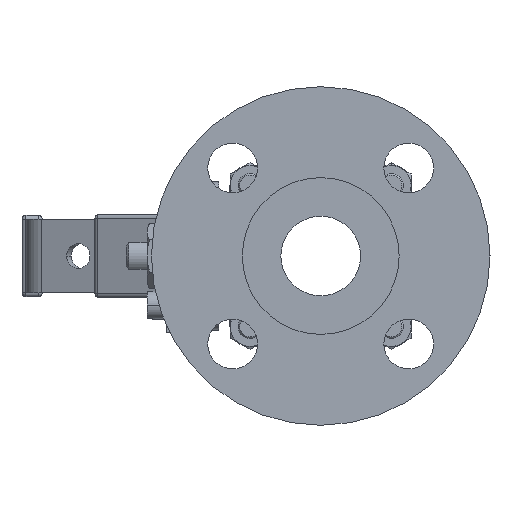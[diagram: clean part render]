
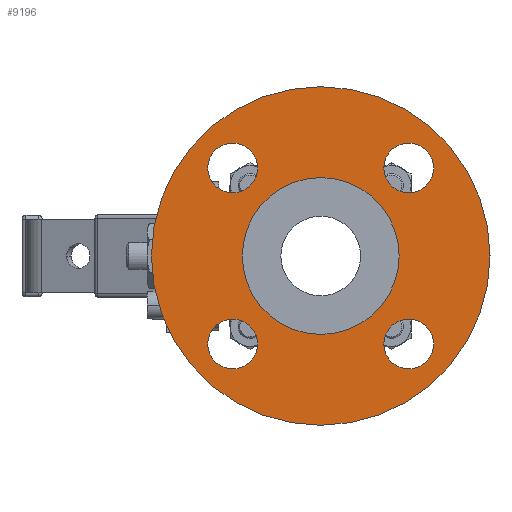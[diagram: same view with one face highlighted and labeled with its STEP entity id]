
A CAD part, left-side view. The second image highlights one B-rep face of the part: STEP entity #9196.
In plain terms, the highlighted planar face has unit normal (-1, 0, 0).
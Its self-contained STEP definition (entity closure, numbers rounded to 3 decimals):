
#248 = FACE_BOUND ( 'NONE', #9328, .T. ) ;
#418 = CARTESIAN_POINT ( 'NONE',  ( -70.652, 0., 0. ) ) ;
#625 = CARTESIAN_POINT ( 'NONE',  ( -70.652, 0., 0. ) ) ;
#837 = CIRCLE ( 'NONE', #10615, 7.938 ) ;
#1216 = VERTEX_POINT ( 'NONE', #2285 ) ;
#1262 = VERTEX_POINT ( 'NONE', #7663 ) ;
#1291 = AXIS2_PLACEMENT_3D ( 'NONE', #2847, #5846, #4833 ) ;
#1302 = CARTESIAN_POINT ( 'NONE',  ( -70.652, 53.975, 0. ) ) ;
#1439 = EDGE_CURVE ( 'NONE', #6287, #1262, #11192, .T. ) ;
#1474 = DIRECTION ( 'NONE',  ( 0., 0., -1. ) ) ;
#1638 = CIRCLE ( 'NONE', #9076, 25. ) ;
#1795 = CIRCLE ( 'NONE', #8597, 7.938 ) ;
#1868 = DIRECTION ( 'NONE',  ( -1., 0., 0. ) ) ;
#2161 = CIRCLE ( 'NONE', #8961, 7.938 ) ;
#2277 = DIRECTION ( 'NONE',  ( 1., 0., 0. ) ) ;
#2285 = CARTESIAN_POINT ( 'NONE',  ( -70.652, 0., 53.975 ) ) ;
#2298 = VERTEX_POINT ( 'NONE', #12558 ) ;
#2326 = EDGE_CURVE ( 'NONE', #7111, #1216, #11351, .T. ) ;
#2482 = DIRECTION ( 'NONE',  ( -1., 0., 0. ) ) ;
#2713 = DIRECTION ( 'NONE',  ( 0., 0., 1. ) ) ;
#2847 = CARTESIAN_POINT ( 'NONE',  ( -70.652, -28.072, 28.072 ) ) ;
#2916 = DIRECTION ( 'NONE',  ( 1., 0., 0. ) ) ;
#3076 = CARTESIAN_POINT ( 'NONE',  ( -70.652, 28.072, -28.072 ) ) ;
#3287 = FACE_OUTER_BOUND ( 'NONE', #10947, .T. ) ;
#3565 = VERTEX_POINT ( 'NONE', #10674 ) ;
#3580 = EDGE_CURVE ( 'NONE', #2298, #10642, #12763, .T. ) ;
#3624 = VERTEX_POINT ( 'NONE', #5802 ) ;
#3729 = CARTESIAN_POINT ( 'NONE',  ( -70.652, 28.072, 28.072 ) ) ;
#3808 = DIRECTION ( 'NONE',  ( 1., 0., 0. ) ) ;
#3818 = CARTESIAN_POINT ( 'NONE',  ( -70.652, 28.072, -28.072 ) ) ;
#3962 = ORIENTED_EDGE ( 'NONE', *, *, #6627, .F. ) ;
#4006 = EDGE_CURVE ( 'NONE', #3565, #3624, #837, .T. ) ;
#4364 = EDGE_CURVE ( 'NONE', #10642, #2298, #1638, .T. ) ;
#4536 = DIRECTION ( 'NONE',  ( 0., 0., -1. ) ) ;
#4577 = ORIENTED_EDGE ( 'NONE', *, *, #4364, .T. ) ;
#4623 = VERTEX_POINT ( 'NONE', #12640 ) ;
#4803 = EDGE_LOOP ( 'NONE', ( #8713, #4577 ) ) ;
#4833 = DIRECTION ( 'NONE',  ( 0., 0., 1. ) ) ;
#4912 = CARTESIAN_POINT ( 'NONE',  ( -70.652, -28.072, 28.072 ) ) ;
#5317 = VERTEX_POINT ( 'NONE', #9019 ) ;
#5429 = AXIS2_PLACEMENT_3D ( 'NONE', #4912, #7124, #12207 ) ;
#5470 = CARTESIAN_POINT ( 'NONE',  ( -70.652, 0., 25. ) ) ;
#5534 = DIRECTION ( 'NONE',  ( 0., 0., 1. ) ) ;
#5596 = AXIS2_PLACEMENT_3D ( 'NONE', #9923, #2916, #4536 ) ;
#5694 = ORIENTED_EDGE ( 'NONE', *, *, #10139, .F. ) ;
#5802 = CARTESIAN_POINT ( 'NONE',  ( -70.652, -28.072, -20.135 ) ) ;
#5836 = CIRCLE ( 'NONE', #8616, 7.938 ) ;
#5846 = DIRECTION ( 'NONE',  ( -1., 0., 0. ) ) ;
#5886 = DIRECTION ( 'NONE',  ( 0., 0., -1. ) ) ;
#5929 = CARTESIAN_POINT ( 'NONE',  ( -70.652, 28.072, 20.135 ) ) ;
#6287 = VERTEX_POINT ( 'NONE', #8614 ) ;
#6521 = DIRECTION ( 'NONE',  ( 0., 0., 1. ) ) ;
#6594 = EDGE_CURVE ( 'NONE', #1216, #7111, #13030, .T. ) ;
#6627 = EDGE_CURVE ( 'NONE', #4623, #10948, #2161, .T. ) ;
#6736 = EDGE_LOOP ( 'NONE', ( #7253, #13057 ) ) ;
#6793 = DIRECTION ( 'NONE',  ( 0., 0., 1. ) ) ;
#6812 = CARTESIAN_POINT ( 'NONE',  ( -70.652, 0., 0. ) ) ;
#7111 = VERTEX_POINT ( 'NONE', #7834 ) ;
#7124 = DIRECTION ( 'NONE',  ( -1., 0., 0. ) ) ;
#7244 = AXIS2_PLACEMENT_3D ( 'NONE', #3076, #13107, #10149 ) ;
#7253 = ORIENTED_EDGE ( 'NONE', *, *, #4006, .F. ) ;
#7610 = DIRECTION ( 'NONE',  ( -1., 0., 0. ) ) ;
#7630 = AXIS2_PLACEMENT_3D ( 'NONE', #625, #9879, #12961 ) ;
#7663 = CARTESIAN_POINT ( 'NONE',  ( -70.652, -28.072, 36.01 ) ) ;
#7759 = AXIS2_PLACEMENT_3D ( 'NONE', #3818, #9971, #2713 ) ;
#7834 = CARTESIAN_POINT ( 'NONE',  ( -70.652, 0., -53.975 ) ) ;
#8121 = ORIENTED_EDGE ( 'NONE', *, *, #1439, .F. ) ;
#8371 = FACE_BOUND ( 'NONE', #6736, .T. ) ;
#8533 = CIRCLE ( 'NONE', #1291, 7.938 ) ;
#8597 = AXIS2_PLACEMENT_3D ( 'NONE', #3729, #9877, #6793 ) ;
#8614 = CARTESIAN_POINT ( 'NONE',  ( -70.652, -28.072, 20.135 ) ) ;
#8616 = AXIS2_PLACEMENT_3D ( 'NONE', #10985, #8720, #10843 ) ;
#8696 = EDGE_CURVE ( 'NONE', #10948, #4623, #1795, .T. ) ;
#8713 = ORIENTED_EDGE ( 'NONE', *, *, #3580, .T. ) ;
#8720 = DIRECTION ( 'NONE',  ( -1., 0., 0. ) ) ;
#8961 = AXIS2_PLACEMENT_3D ( 'NONE', #10397, #2482, #6521 ) ;
#8979 = CARTESIAN_POINT ( 'NONE',  ( -70.652, 28.072, -20.135 ) ) ;
#8980 = ORIENTED_EDGE ( 'NONE', *, *, #8696, .F. ) ;
#9019 = CARTESIAN_POINT ( 'NONE',  ( -70.652, 28.072, -36.01 ) ) ;
#9076 = AXIS2_PLACEMENT_3D ( 'NONE', #6812, #3808, #5886 ) ;
#9173 = AXIS2_PLACEMENT_3D ( 'NONE', #418, #2277, #1474 ) ;
#9196 = ADVANCED_FACE ( 'NONE', ( #9365, #248, #8371, #12700, #12449, #3287 ), #10423, .T. ) ;
#9328 = EDGE_LOOP ( 'NONE', ( #8121, #13191 ) ) ;
#9365 = FACE_BOUND ( 'NONE', #9516, .T. ) ;
#9516 = EDGE_LOOP ( 'NONE', ( #8980, #3962 ) ) ;
#9644 = EDGE_CURVE ( 'NONE', #3624, #3565, #5836, .T. ) ;
#9877 = DIRECTION ( 'NONE',  ( -1., 0., 0. ) ) ;
#9879 = DIRECTION ( 'NONE',  ( 1., 0., 0. ) ) ;
#9923 = CARTESIAN_POINT ( 'NONE',  ( -70.652, 0., 0. ) ) ;
#9971 = DIRECTION ( 'NONE',  ( -1., 0., 0. ) ) ;
#10059 = DIRECTION ( 'NONE',  ( 0., 0., 1. ) ) ;
#10105 = CIRCLE ( 'NONE', #7759, 7.938 ) ;
#10139 = EDGE_CURVE ( 'NONE', #12281, #5317, #10105, .T. ) ;
#10149 = DIRECTION ( 'NONE',  ( 0., 0., 1. ) ) ;
#10306 = AXIS2_PLACEMENT_3D ( 'NONE', #1302, #7610, #5534 ) ;
#10397 = CARTESIAN_POINT ( 'NONE',  ( -70.652, 28.072, 28.072 ) ) ;
#10423 = PLANE ( 'NONE',  #10306 ) ;
#10553 = EDGE_CURVE ( 'NONE', #5317, #12281, #12794, .T. ) ;
#10615 = AXIS2_PLACEMENT_3D ( 'NONE', #10992, #1868, #10059 ) ;
#10642 = VERTEX_POINT ( 'NONE', #5470 ) ;
#10674 = CARTESIAN_POINT ( 'NONE',  ( -70.652, -28.072, -36.01 ) ) ;
#10830 = ORIENTED_EDGE ( 'NONE', *, *, #2326, .F. ) ;
#10843 = DIRECTION ( 'NONE',  ( 0., 0., 1. ) ) ;
#10947 = EDGE_LOOP ( 'NONE', ( #10830, #12173 ) ) ;
#10948 = VERTEX_POINT ( 'NONE', #5929 ) ;
#10985 = CARTESIAN_POINT ( 'NONE',  ( -70.652, -28.072, -28.072 ) ) ;
#10992 = CARTESIAN_POINT ( 'NONE',  ( -70.652, -28.072, -28.072 ) ) ;
#11192 = CIRCLE ( 'NONE', #5429, 7.938 ) ;
#11351 = CIRCLE ( 'NONE', #5596, 53.975 ) ;
#12173 = ORIENTED_EDGE ( 'NONE', *, *, #6594, .F. ) ;
#12207 = DIRECTION ( 'NONE',  ( 0., 0., 1. ) ) ;
#12261 = EDGE_CURVE ( 'NONE', #1262, #6287, #8533, .T. ) ;
#12281 = VERTEX_POINT ( 'NONE', #8979 ) ;
#12449 = FACE_BOUND ( 'NONE', #4803, .T. ) ;
#12558 = CARTESIAN_POINT ( 'NONE',  ( -70.652, 0., -25. ) ) ;
#12640 = CARTESIAN_POINT ( 'NONE',  ( -70.652, 28.072, 36.01 ) ) ;
#12700 = FACE_BOUND ( 'NONE', #12847, .T. ) ;
#12763 = CIRCLE ( 'NONE', #7630, 25. ) ;
#12794 = CIRCLE ( 'NONE', #7244, 7.938 ) ;
#12796 = ORIENTED_EDGE ( 'NONE', *, *, #10553, .F. ) ;
#12847 = EDGE_LOOP ( 'NONE', ( #12796, #5694 ) ) ;
#12961 = DIRECTION ( 'NONE',  ( 0., 0., -1. ) ) ;
#13030 = CIRCLE ( 'NONE', #9173, 53.975 ) ;
#13057 = ORIENTED_EDGE ( 'NONE', *, *, #9644, .F. ) ;
#13107 = DIRECTION ( 'NONE',  ( -1., 0., 0. ) ) ;
#13191 = ORIENTED_EDGE ( 'NONE', *, *, #12261, .F. ) ;
